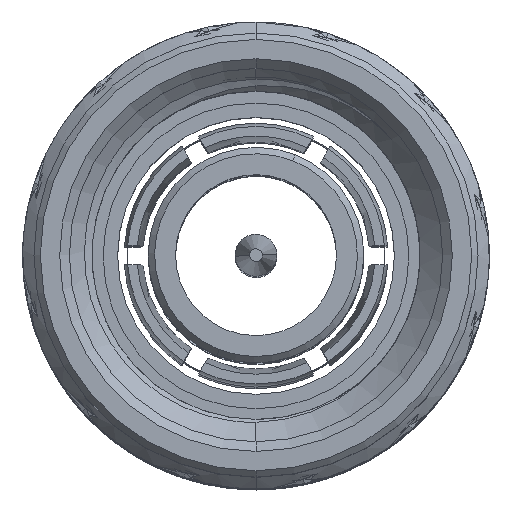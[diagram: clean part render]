
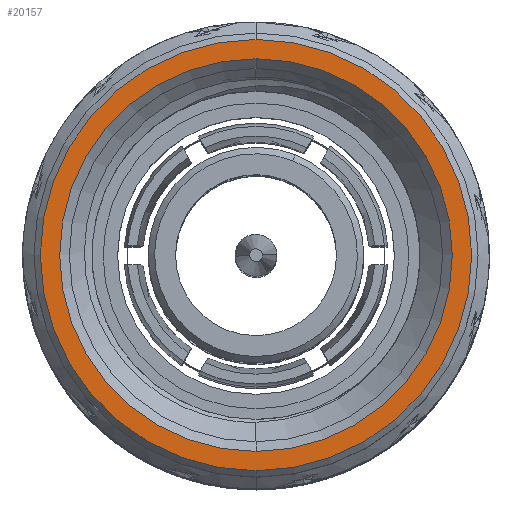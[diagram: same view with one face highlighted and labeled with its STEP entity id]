
A CAD part, top view. The second image highlights one B-rep face of the part: STEP entity #20157.
In plain terms, the highlighted planar face has unit normal (0, 0, 1).
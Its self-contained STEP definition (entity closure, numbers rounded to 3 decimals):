
#688 = CARTESIAN_POINT ( 'NONE',  ( 0., 0., 31.8 ) ) ;
#788 = CARTESIAN_POINT ( 'NONE',  ( 0., -6.7, 31.8 ) ) ;
#817 = ORIENTED_EDGE ( 'NONE', *, *, #54343, .T. ) ;
#1216 = ORIENTED_EDGE ( 'NONE', *, *, #80393, .T. ) ;
#4437 = AXIS2_PLACEMENT_3D ( 'NONE', #74690, #26536, #9656 ) ;
#5220 = ORIENTED_EDGE ( 'NONE', *, *, #9875, .T. ) ;
#9656 = DIRECTION ( 'NONE',  ( 0., -1., 0. ) ) ;
#9875 = EDGE_CURVE ( 'NONE', #117378, #11507, #124523, .T. ) ;
#11507 = VERTEX_POINT ( 'NONE', #117238 ) ;
#16212 = EDGE_CURVE ( 'NONE', #34234, #94050, #75453, .T. ) ;
#16423 = EDGE_LOOP ( 'NONE', ( #817, #5220 ) ) ;
#17431 = DIRECTION ( 'NONE',  ( 0., -1., 0. ) ) ;
#20157 = ADVANCED_FACE ( 'NONE', ( #120190, #80368 ), #62391, .T. ) ;
#26536 = DIRECTION ( 'NONE',  ( 0., 0., 1. ) ) ;
#32215 = CARTESIAN_POINT ( 'NONE',  ( 0., 5.8, 31.8 ) ) ;
#34197 = AXIS2_PLACEMENT_3D ( 'NONE', #118974, #48318, #87465 ) ;
#34234 = VERTEX_POINT ( 'NONE', #83119 ) ;
#39861 = DIRECTION ( 'NONE',  ( 0., 0., 1. ) ) ;
#44631 = AXIS2_PLACEMENT_3D ( 'NONE', #84430, #76105, #85059 ) ;
#48318 = DIRECTION ( 'NONE',  ( 0., 0., -1. ) ) ;
#50703 = AXIS2_PLACEMENT_3D ( 'NONE', #688, #39861, #17431 ) ;
#54343 = EDGE_CURVE ( 'NONE', #11507, #117378, #121305, .T. ) ;
#62391 = PLANE ( 'NONE',  #97983 ) ;
#64567 = EDGE_LOOP ( 'NONE', ( #1216, #109678 ) ) ;
#71402 = DIRECTION ( 'NONE',  ( 0., 0., 1. ) ) ;
#74690 = CARTESIAN_POINT ( 'NONE',  ( 0., 0., 31.8 ) ) ;
#75453 = CIRCLE ( 'NONE', #44631, 6.1 ) ;
#76105 = DIRECTION ( 'NONE',  ( 0., 0., -1. ) ) ;
#80368 = FACE_BOUND ( 'NONE', #64567, .T. ) ;
#80393 = EDGE_CURVE ( 'NONE', #94050, #34234, #87503, .T. ) ;
#83119 = CARTESIAN_POINT ( 'NONE',  ( 0., 6.1, 31.8 ) ) ;
#84430 = CARTESIAN_POINT ( 'NONE',  ( 0., 0., 31.8 ) ) ;
#85059 = DIRECTION ( 'NONE',  ( 0., -1., 0. ) ) ;
#87465 = DIRECTION ( 'NONE',  ( 0., -1., 0. ) ) ;
#87503 = CIRCLE ( 'NONE', #34197, 6.1 ) ;
#94050 = VERTEX_POINT ( 'NONE', #121007 ) ;
#97983 = AXIS2_PLACEMENT_3D ( 'NONE', #32215, #71402, #101537 ) ;
#101537 = DIRECTION ( 'NONE',  ( 0., -1., 0. ) ) ;
#109678 = ORIENTED_EDGE ( 'NONE', *, *, #16212, .T. ) ;
#117238 = CARTESIAN_POINT ( 'NONE',  ( 0., 6.7, 31.8 ) ) ;
#117378 = VERTEX_POINT ( 'NONE', #788 ) ;
#118974 = CARTESIAN_POINT ( 'NONE',  ( 0., 0., 31.8 ) ) ;
#120190 = FACE_OUTER_BOUND ( 'NONE', #16423, .T. ) ;
#121007 = CARTESIAN_POINT ( 'NONE',  ( 0., -6.1, 31.8 ) ) ;
#121305 = CIRCLE ( 'NONE', #4437, 6.7 ) ;
#124523 = CIRCLE ( 'NONE', #50703, 6.7 ) ;
